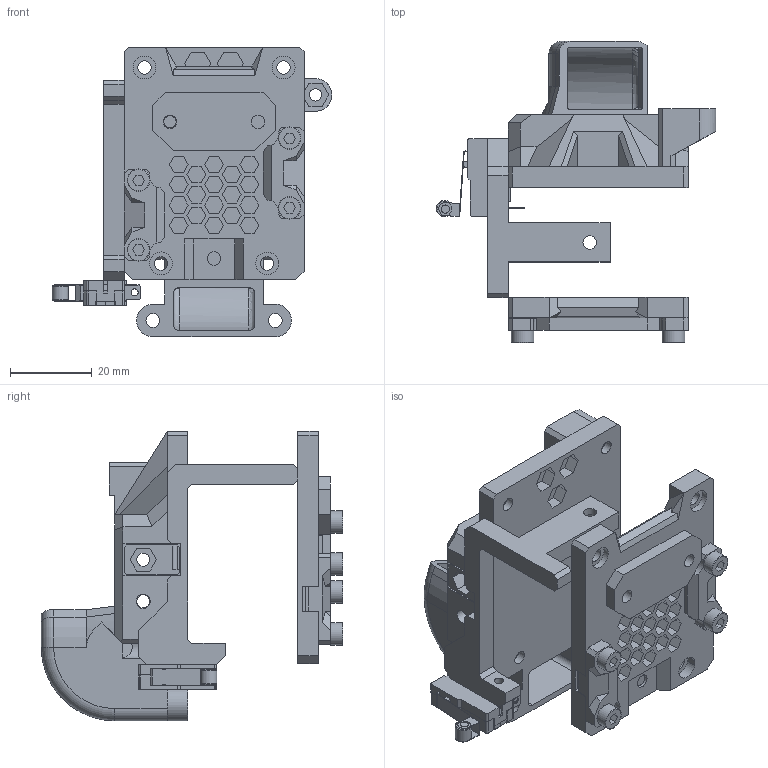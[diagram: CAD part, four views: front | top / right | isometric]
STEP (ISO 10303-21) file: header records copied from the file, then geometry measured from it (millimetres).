
FILE_DESCRIPTION(/* description */ (''),/* implementation_level */ '2;1');
FILE_NAME(/* name */ 'EVA for BLV.step',/* time_stamp */ '2021-03-10T21:34:48+02:00',/* author */ (''),/* organization */ (''),/* preprocessor_version */ 'ST-DEVELOPER v18.1',/* originating_system */ 'Autodesk Translation Framework v9.10.0.1330',/* authorisation */ '');
FILE_SCHEMA (('AUTOMOTIVE_DESIGN { 1 0 10303 214 3 1 1 }'));
Length unit declared in the file: millimetre
Products named in the file (20): EVA for BLV; [Back] CoreXY <1>; back_corexy; Tension Sliders M3 - tension_slider_6mm_belt_M3_mirror (low) v1; Tension Sliders M3 - tension_slider_6mm_belt_M3 v1; [Top] Orbiter <1>; top_endstop_plug_mgn12; end_switch v1(Mirror); Button(Mirror); Lever(Mirror); Wheel(Mirror); [Face] __ALL__ <1>; [Face] V6 <1>; [Face] Universal <1>; Belt Grabber <1>; Belt Grabber <2>; face_belt_grabber; DIN 912 M3 8 mm; M3  Hex nut ; universal_face
Assembly tree (26 placements, depth 6):
  EVA for BLV
    [Back] CoreXY <1>
      back_corexy
      Tension Sliders M3 - tension_slider_6mm_belt_M3_mirror (low) v1
      Tension Sliders M3 - tension_slider_6mm_belt_M3 v1
    [Top] Orbiter <1>
      top_endstop_plug_mgn12
      end_switch v1(Mirror)
        Button(Mirror)
        Lever(Mirror)
        Wheel(Mirror)
    [Face] __ALL__ <1>
      [Face] V6 <1>
        [Face] Universal <1>
          Belt Grabber <1>
            DIN 912 M3 8 mm  x2
            face_belt_grabber
          Belt Grabber <2>
            DIN 912 M3 8 mm  x2
            face_belt_grabber
          M3  Hex nut   x4
          universal_face
Bounding box: 68.57 x 73.85 x 71 mm (x, y, z)
Volume: 50199.8 mm3; surface area: 35258.7 mm2
Topology: 22 solids, 22 shells, 1267 faces, 3383 edges, 2211 vertices
Faces by surface type: plane 999, cylinder 157, bspline 59, torus 43, cone 9
Full cylindrical faces by diameter (mm): 1.75 x3, 2 x2, 2.3 x2, 2.5 x2, 2.7 x4, 3 x13, 3.2 x2, 3.3 x19, 3.4 x2, 3.5 x2, 4 x1, 5.5 x4, 5.6 x3
Entity records: 34858 total; most frequent: CARTESIAN_POINT 7193, ORIENTED_EDGE 5806, DIRECTION 5218, EDGE_CURVE 2903, LINE 2440, VECTOR 2440, VERTEX_POINT 1899, AXIS2_PLACEMENT_3D 1389
